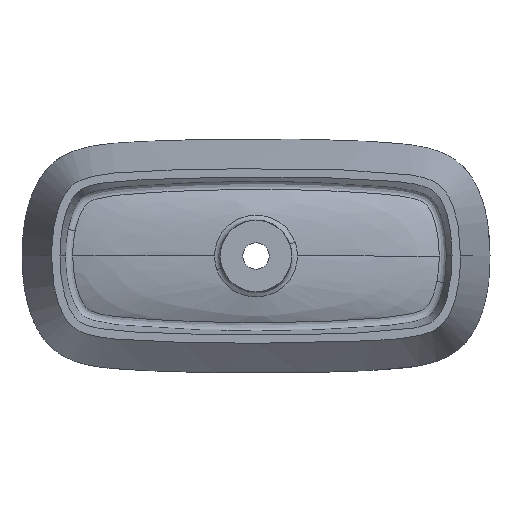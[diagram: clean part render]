
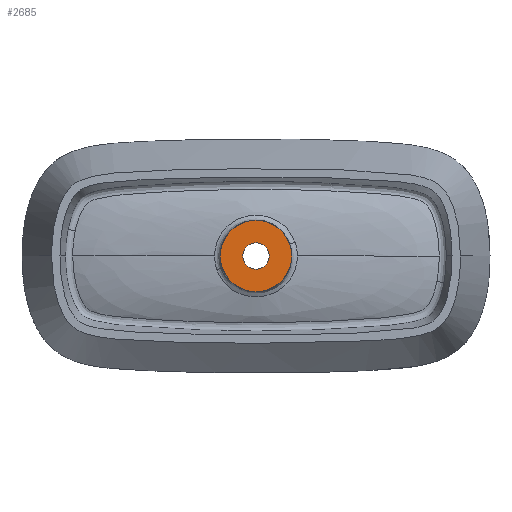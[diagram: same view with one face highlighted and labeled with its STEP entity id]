
A CAD part, front view. The second image highlights one B-rep face of the part: STEP entity #2685.
In plain terms, the highlighted planar face has unit normal (0, -1, 0).
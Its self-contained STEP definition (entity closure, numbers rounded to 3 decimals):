
#518 = CARTESIAN_POINT ( 'NONE',  ( 0., -140., 22.5 ) ) ;
#623 = DIRECTION ( 'NONE',  ( 0., -1., 0. ) ) ;
#710 = EDGE_LOOP ( 'NONE', ( #7749, #4025 ) ) ;
#1701 = ORIENTED_EDGE ( 'NONE', *, *, #4693, .T. ) ;
#2685 = ADVANCED_FACE ( 'NONE', ( #11640, #13179 ), #6578, .F. ) ;
#2879 = CIRCLE ( 'NONE', #12802, 22.5 ) ;
#2903 = DIRECTION ( 'NONE',  ( 0., 1., 0. ) ) ;
#4025 = ORIENTED_EDGE ( 'NONE', *, *, #8655, .T. ) ;
#4041 = CIRCLE ( 'NONE', #10700, 60.875 ) ;
#4210 = VERTEX_POINT ( 'NONE', #12632 ) ;
#4670 = DIRECTION ( 'NONE',  ( 0., 1., 0. ) ) ;
#4693 = EDGE_CURVE ( 'NONE', #4210, #10460, #5583, .T. ) ;
#4883 = DIRECTION ( 'NONE',  ( 0., 0., 1. ) ) ;
#4969 = AXIS2_PLACEMENT_3D ( 'NONE', #14214, #623, #9364 ) ;
#4992 = EDGE_CURVE ( 'NONE', #13780, #16131, #6170, .T. ) ;
#5439 = CARTESIAN_POINT ( 'NONE',  ( 400., -140., 0. ) ) ;
#5583 = CIRCLE ( 'NONE', #4969, 60.875 ) ;
#6170 = CIRCLE ( 'NONE', #13429, 22.5 ) ;
#6373 = DIRECTION ( 'NONE',  ( 0., 0., 1. ) ) ;
#6578 = PLANE ( 'NONE',  #15936 ) ;
#7138 = ORIENTED_EDGE ( 'NONE', *, *, #12215, .T. ) ;
#7618 = CARTESIAN_POINT ( 'NONE',  ( 0., -140., -22.5 ) ) ;
#7749 = ORIENTED_EDGE ( 'NONE', *, *, #4992, .T. ) ;
#7840 = DIRECTION ( 'NONE',  ( 0., 0., 1. ) ) ;
#8104 = CARTESIAN_POINT ( 'NONE',  ( 0., -140., 0. ) ) ;
#8320 = CARTESIAN_POINT ( 'NONE',  ( 0., -140., 0. ) ) ;
#8655 = EDGE_CURVE ( 'NONE', #16131, #13780, #2879, .T. ) ;
#9364 = DIRECTION ( 'NONE',  ( 0., 0., 1. ) ) ;
#10460 = VERTEX_POINT ( 'NONE', #10809 ) ;
#10700 = AXIS2_PLACEMENT_3D ( 'NONE', #14890, #15931, #6373 ) ;
#10809 = CARTESIAN_POINT ( 'NONE',  ( 0., -140., 60.875 ) ) ;
#11606 = DIRECTION ( 'NONE',  ( 0., 0., 1. ) ) ;
#11640 = FACE_BOUND ( 'NONE', #710, .T. ) ;
#11844 = EDGE_LOOP ( 'NONE', ( #1701, #7138 ) ) ;
#12215 = EDGE_CURVE ( 'NONE', #10460, #4210, #4041, .T. ) ;
#12632 = CARTESIAN_POINT ( 'NONE',  ( 0., -140., -60.875 ) ) ;
#12802 = AXIS2_PLACEMENT_3D ( 'NONE', #8320, #4670, #4883 ) ;
#13179 = FACE_OUTER_BOUND ( 'NONE', #11844, .T. ) ;
#13429 = AXIS2_PLACEMENT_3D ( 'NONE', #8104, #2903, #11606 ) ;
#13780 = VERTEX_POINT ( 'NONE', #518 ) ;
#14214 = CARTESIAN_POINT ( 'NONE',  ( 0., -140., 0. ) ) ;
#14890 = CARTESIAN_POINT ( 'NONE',  ( 0., -140., 0. ) ) ;
#15303 = DIRECTION ( 'NONE',  ( 0., 1., 0. ) ) ;
#15931 = DIRECTION ( 'NONE',  ( 0., -1., 0. ) ) ;
#15936 = AXIS2_PLACEMENT_3D ( 'NONE', #5439, #15303, #7840 ) ;
#16131 = VERTEX_POINT ( 'NONE', #7618 ) ;
